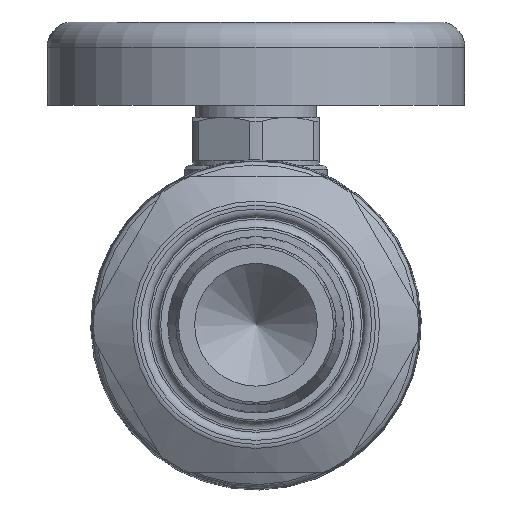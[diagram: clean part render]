
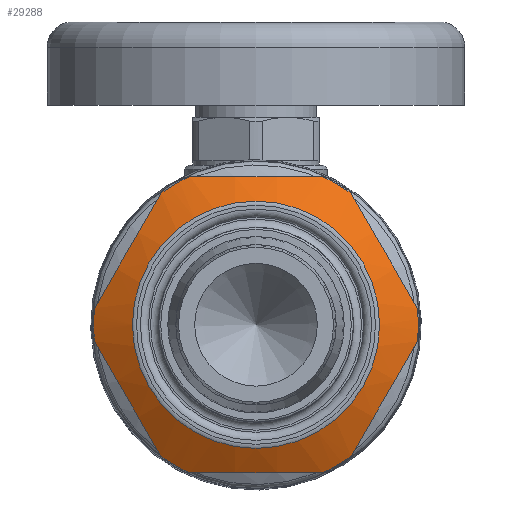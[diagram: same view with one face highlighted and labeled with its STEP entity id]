
A CAD part, front view. The second image highlights one B-rep face of the part: STEP entity #29288.
In plain terms, the highlighted conical face has half-angle 60 degrees and reference radius 17.78 mm.
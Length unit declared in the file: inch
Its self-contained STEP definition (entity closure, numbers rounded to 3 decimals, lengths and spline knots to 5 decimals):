
#1099=(
BOUNDED_CURVE()
B_SPLINE_CURVE(2,(#44167,#44168,#44169),.UNSPECIFIED.,.F.,.F.)
B_SPLINE_CURVE_WITH_KNOTS((3,3),(0.,1.67512),.UNSPECIFIED.)
CURVE()
GEOMETRIC_REPRESENTATION_ITEM()
RATIONAL_B_SPLINE_CURVE((1.,1.096,1.))
REPRESENTATION_ITEM('')
);
#1100=(
BOUNDED_CURVE()
B_SPLINE_CURVE(2,(#44173,#44174,#44175),.UNSPECIFIED.,.F.,.F.)
B_SPLINE_CURVE_WITH_KNOTS((3,3),(0.,1.67512),.UNSPECIFIED.)
CURVE()
GEOMETRIC_REPRESENTATION_ITEM()
RATIONAL_B_SPLINE_CURVE((1.,1.096,1.))
REPRESENTATION_ITEM('')
);
#1101=(
BOUNDED_CURVE()
B_SPLINE_CURVE(2,(#44179,#44180,#44181),.UNSPECIFIED.,.F.,.F.)
B_SPLINE_CURVE_WITH_KNOTS((3,3),(0.,1.67512),.UNSPECIFIED.)
CURVE()
GEOMETRIC_REPRESENTATION_ITEM()
RATIONAL_B_SPLINE_CURVE((1.,1.096,1.))
REPRESENTATION_ITEM('')
);
#1102=(
BOUNDED_CURVE()
B_SPLINE_CURVE(2,(#44185,#44186,#44187),.UNSPECIFIED.,.F.,.F.)
B_SPLINE_CURVE_WITH_KNOTS((3,3),(0.,1.67512),.UNSPECIFIED.)
CURVE()
GEOMETRIC_REPRESENTATION_ITEM()
RATIONAL_B_SPLINE_CURVE((1.,1.096,1.))
REPRESENTATION_ITEM('')
);
#1103=(
BOUNDED_CURVE()
B_SPLINE_CURVE(2,(#44191,#44192,#44193),.UNSPECIFIED.,.F.,.F.)
B_SPLINE_CURVE_WITH_KNOTS((3,3),(0.,1.67512),.UNSPECIFIED.)
CURVE()
GEOMETRIC_REPRESENTATION_ITEM()
RATIONAL_B_SPLINE_CURVE((1.,1.096,1.))
REPRESENTATION_ITEM('')
);
#1104=(
BOUNDED_CURVE()
B_SPLINE_CURVE(2,(#44197,#44198,#44199),.UNSPECIFIED.,.F.,.F.)
B_SPLINE_CURVE_WITH_KNOTS((3,3),(0.,1.67512),.UNSPECIFIED.)
CURVE()
GEOMETRIC_REPRESENTATION_ITEM()
RATIONAL_B_SPLINE_CURVE((1.,1.096,1.))
REPRESENTATION_ITEM('')
);
#3360=FACE_OUTER_BOUND('',#5093,.T.);
#5093=EDGE_LOOP('',(#19515,#19516,#19517,#19518,#19519,#19520,#19521,#19522,
#19523,#19524,#19525,#19526,#19527,#19528,#19529,#19530));
#6814=LINE('',#44163,#8580);
#8580=VECTOR('',#34197,0.7);
#10436=CIRCLE('',#31228,0.60928);
#10438=CIRCLE('',#31232,0.8);
#10439=CIRCLE('',#31233,0.8);
#10440=CIRCLE('',#31234,0.8);
#10441=CIRCLE('',#31235,0.8);
#10442=CIRCLE('',#31236,0.8);
#10443=CIRCLE('',#31237,0.8);
#10444=CIRCLE('',#31238,0.8);
#11738=VERTEX_POINT('',#44155);
#11740=VERTEX_POINT('',#44162);
#11741=VERTEX_POINT('',#44164);
#11742=VERTEX_POINT('',#44166);
#11743=VERTEX_POINT('',#44170);
#11744=VERTEX_POINT('',#44172);
#11745=VERTEX_POINT('',#44176);
#11746=VERTEX_POINT('',#44178);
#11747=VERTEX_POINT('',#44182);
#11748=VERTEX_POINT('',#44184);
#11749=VERTEX_POINT('',#44188);
#11750=VERTEX_POINT('',#44190);
#11751=VERTEX_POINT('',#44194);
#11752=VERTEX_POINT('',#44196);
#14687=EDGE_CURVE('',#11738,#11738,#10436,.T.);
#14689=EDGE_CURVE('',#11738,#11740,#6814,.T.);
#14690=EDGE_CURVE('',#11741,#11740,#10438,.T.);
#14691=EDGE_CURVE('',#11742,#11741,#1099,.T.);
#14692=EDGE_CURVE('',#11743,#11742,#10439,.T.);
#14693=EDGE_CURVE('',#11744,#11743,#1100,.T.);
#14694=EDGE_CURVE('',#11745,#11744,#10440,.T.);
#14695=EDGE_CURVE('',#11746,#11745,#1101,.T.);
#14696=EDGE_CURVE('',#11747,#11746,#10441,.T.);
#14697=EDGE_CURVE('',#11748,#11747,#1102,.T.);
#14698=EDGE_CURVE('',#11749,#11748,#10442,.T.);
#14699=EDGE_CURVE('',#11750,#11749,#1103,.T.);
#14700=EDGE_CURVE('',#11751,#11750,#10443,.T.);
#14701=EDGE_CURVE('',#11752,#11751,#1104,.T.);
#14702=EDGE_CURVE('',#11740,#11752,#10444,.T.);
#19515=ORIENTED_EDGE('',*,*,#14687,.F.);
#19516=ORIENTED_EDGE('',*,*,#14689,.T.);
#19517=ORIENTED_EDGE('',*,*,#14690,.F.);
#19518=ORIENTED_EDGE('',*,*,#14691,.F.);
#19519=ORIENTED_EDGE('',*,*,#14692,.F.);
#19520=ORIENTED_EDGE('',*,*,#14693,.F.);
#19521=ORIENTED_EDGE('',*,*,#14694,.F.);
#19522=ORIENTED_EDGE('',*,*,#14695,.F.);
#19523=ORIENTED_EDGE('',*,*,#14696,.F.);
#19524=ORIENTED_EDGE('',*,*,#14697,.F.);
#19525=ORIENTED_EDGE('',*,*,#14698,.F.);
#19526=ORIENTED_EDGE('',*,*,#14699,.F.);
#19527=ORIENTED_EDGE('',*,*,#14700,.F.);
#19528=ORIENTED_EDGE('',*,*,#14701,.F.);
#19529=ORIENTED_EDGE('',*,*,#14702,.F.);
#19530=ORIENTED_EDGE('',*,*,#14689,.F.);
#27306=CONICAL_SURFACE('',#31231,0.7,1.047);
#29288=ADVANCED_FACE('',(#3360),#27306,.T.);
#31228=AXIS2_PLACEMENT_3D('',#44157,#34189,#34190);
#31231=AXIS2_PLACEMENT_3D('',#44161,#34195,#34196);
#31232=AXIS2_PLACEMENT_3D('',#44165,#34198,#34199);
#31233=AXIS2_PLACEMENT_3D('',#44171,#34200,#34201);
#31234=AXIS2_PLACEMENT_3D('',#44177,#34202,#34203);
#31235=AXIS2_PLACEMENT_3D('',#44183,#34204,#34205);
#31236=AXIS2_PLACEMENT_3D('',#44189,#34206,#34207);
#31237=AXIS2_PLACEMENT_3D('',#44195,#34208,#34209);
#31238=AXIS2_PLACEMENT_3D('',#44200,#34210,#34211);
#34189=DIRECTION('center_axis',(0.,-1.,0.));
#34190=DIRECTION('ref_axis',(-1.,0.,0.));
#34195=DIRECTION('center_axis',(0.,1.,0.));
#34196=DIRECTION('ref_axis',(1.,0.,0.));
#34197=DIRECTION('',(-0.866,0.5,0.));
#34198=DIRECTION('center_axis',(0.,1.,0.));
#34199=DIRECTION('ref_axis',(-1.,0.,0.));
#34200=DIRECTION('center_axis',(0.,1.,0.));
#34201=DIRECTION('ref_axis',(-1.,0.,0.));
#34202=DIRECTION('center_axis',(0.,1.,0.));
#34203=DIRECTION('ref_axis',(-1.,0.,0.));
#34204=DIRECTION('center_axis',(0.,1.,0.));
#34205=DIRECTION('ref_axis',(-1.,0.,0.));
#34206=DIRECTION('center_axis',(0.,1.,0.));
#34207=DIRECTION('ref_axis',(-1.,0.,0.));
#34208=DIRECTION('center_axis',(0.,1.,0.));
#34209=DIRECTION('ref_axis',(-1.,0.,0.));
#34210=DIRECTION('center_axis',(0.,1.,0.));
#34211=DIRECTION('ref_axis',(-1.,0.,0.));
#44155=CARTESIAN_POINT('',(-0.60928,-2.00629,0.));
#44157=CARTESIAN_POINT('Origin',(0.,-2.00629,
0.));
#44161=CARTESIAN_POINT('Origin',(0.,-1.95392,
0.));
#44162=CARTESIAN_POINT('',(-0.8,-1.89618,0.));
#44163=CARTESIAN_POINT('',(-0.7,-1.95392,0.));
#44164=CARTESIAN_POINT('',(-0.79583,-1.89618,-0.08158));
#44165=CARTESIAN_POINT('Origin',(0.,-1.89618,0.));
#44166=CARTESIAN_POINT('',(-0.46857,-1.89618,-0.64842));
#44167=CARTESIAN_POINT('Ctrl Pts',(-0.46857,-1.89618,
-0.64842));
#44168=CARTESIAN_POINT('Ctrl Pts',(-0.6322,-1.97348,
-0.365));
#44169=CARTESIAN_POINT('Ctrl Pts',(-0.79583,-1.89618,
-0.08158));
#44170=CARTESIAN_POINT('',(-0.32726,-1.89618,-0.73));
#44171=CARTESIAN_POINT('Origin',(0.,-1.89618,0.));
#44172=CARTESIAN_POINT('',(0.32726,-1.89618,-0.73));
#44173=CARTESIAN_POINT('Ctrl Pts',(0.32726,-1.89618,
-0.73));
#44174=CARTESIAN_POINT('Ctrl Pts',(0.,-1.97348,
-0.73));
#44175=CARTESIAN_POINT('Ctrl Pts',(-0.32726,-1.89618,
-0.73));
#44176=CARTESIAN_POINT('',(0.46857,-1.89618,-0.64842));
#44177=CARTESIAN_POINT('Origin',(0.,-1.89618,0.));
#44178=CARTESIAN_POINT('',(0.79583,-1.89618,-0.08158));
#44179=CARTESIAN_POINT('Ctrl Pts',(0.79583,-1.89618,
-0.08158));
#44180=CARTESIAN_POINT('Ctrl Pts',(0.6322,-1.97348,-0.365));
#44181=CARTESIAN_POINT('Ctrl Pts',(0.46857,-1.89618,
-0.64842));
#44182=CARTESIAN_POINT('',(0.79583,-1.89618,0.08158));
#44183=CARTESIAN_POINT('Origin',(0.,-1.89618,0.));
#44184=CARTESIAN_POINT('',(0.46857,-1.89618,0.64842));
#44185=CARTESIAN_POINT('Ctrl Pts',(0.46857,-1.89618,
0.64842));
#44186=CARTESIAN_POINT('Ctrl Pts',(0.6322,-1.97348,0.365));
#44187=CARTESIAN_POINT('Ctrl Pts',(0.79583,-1.89618,
0.08158));
#44188=CARTESIAN_POINT('',(0.32726,-1.89618,0.73));
#44189=CARTESIAN_POINT('Origin',(0.,-1.89618,0.));
#44190=CARTESIAN_POINT('',(-0.32726,-1.89618,0.73));
#44191=CARTESIAN_POINT('Ctrl Pts',(-0.32726,-1.89618,
0.73));
#44192=CARTESIAN_POINT('Ctrl Pts',(0.,-1.97348,
0.73));
#44193=CARTESIAN_POINT('Ctrl Pts',(0.32726,-1.89618,
0.73));
#44194=CARTESIAN_POINT('',(-0.46857,-1.89618,0.64842));
#44195=CARTESIAN_POINT('Origin',(0.,-1.89618,0.));
#44196=CARTESIAN_POINT('',(-0.79583,-1.89618,0.08158));
#44197=CARTESIAN_POINT('Ctrl Pts',(-0.79583,-1.89618,
0.08158));
#44198=CARTESIAN_POINT('Ctrl Pts',(-0.6322,-1.97348,
0.365));
#44199=CARTESIAN_POINT('Ctrl Pts',(-0.46857,-1.89618,
0.64842));
#44200=CARTESIAN_POINT('Origin',(0.,-1.89618,0.));
